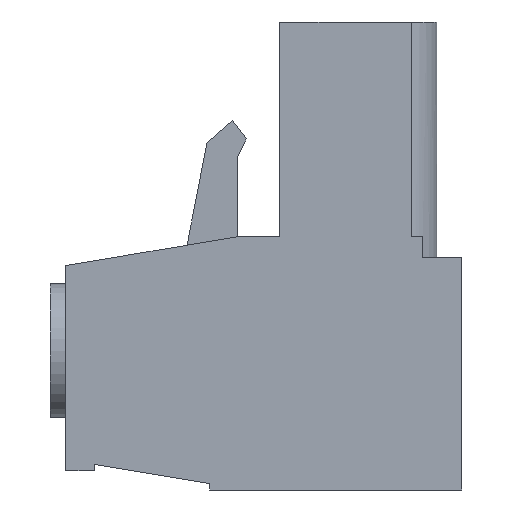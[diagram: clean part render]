
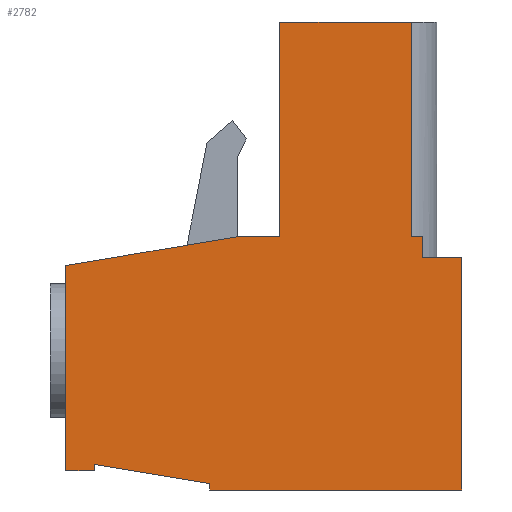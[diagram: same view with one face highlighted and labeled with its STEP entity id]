
A CAD part, left-side view. The second image highlights one B-rep face of the part: STEP entity #2782.
In plain terms, the highlighted planar face has unit normal (-1, 0, 0).
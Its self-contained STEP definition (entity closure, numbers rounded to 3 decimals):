
#1 = CARTESIAN_POINT ( 'NONE',  ( 0., 1.5, 9.85 ) ) ;
#49 = ORIENTED_EDGE ( 'NONE', *, *, #2543, .F. ) ;
#123 = VERTEX_POINT ( 'NONE', #558 ) ;
#152 = DIRECTION ( 'NONE',  ( 0., 0., 1. ) ) ;
#279 = VERTEX_POINT ( 'NONE', #1168 ) ;
#339 = CARTESIAN_POINT ( 'NONE',  ( 0., 9.77, 0. ) ) ;
#347 = CARTESIAN_POINT ( 'NONE',  ( 0., 1.5, 9. ) ) ;
#386 = ORIENTED_EDGE ( 'NONE', *, *, #2790, .F. ) ;
#416 = VECTOR ( 'NONE', #1098, 1000. ) ;
#439 = LINE ( 'NONE', #2068, #2250 ) ;
#449 = VERTEX_POINT ( 'NONE', #339 ) ;
#464 = EDGE_CURVE ( 'NONE', #2171, #123, #2085, .T. ) ;
#504 = CARTESIAN_POINT ( 'NONE',  ( 0., 7.05, 18.15 ) ) ;
#558 = CARTESIAN_POINT ( 'NONE',  ( 0., 0., 9. ) ) ;
#594 = CARTESIAN_POINT ( 'NONE',  ( 0., 7.05, 18.15 ) ) ;
#613 = ORIENTED_EDGE ( 'NONE', *, *, #1875, .F. ) ;
#640 = DIRECTION ( 'NONE',  ( 0., 1., 0. ) ) ;
#642 = CARTESIAN_POINT ( 'NONE',  ( 0., 9.77, 0.25 ) ) ;
#700 = DIRECTION ( 'NONE',  ( 0., -1., 0. ) ) ;
#726 = DIRECTION ( 'NONE',  ( 0., -0.986, 0.167 ) ) ;
#734 = VERTEX_POINT ( 'NONE', #1 ) ;
#764 = VERTEX_POINT ( 'NONE', #1351 ) ;
#773 = CARTESIAN_POINT ( 'NONE',  ( 0., 7.05, 9.85 ) ) ;
#855 = VECTOR ( 'NONE', #1206, 1000. ) ;
#888 = CARTESIAN_POINT ( 'NONE',  ( 0., 15.35, 8.7 ) ) ;
#898 = ORIENTED_EDGE ( 'NONE', *, *, #2163, .F. ) ;
#904 = ORIENTED_EDGE ( 'NONE', *, *, #2447, .F. ) ;
#907 = ORIENTED_EDGE ( 'NONE', *, *, #2953, .F. ) ;
#916 = ORIENTED_EDGE ( 'NONE', *, *, #981, .F. ) ;
#936 = VECTOR ( 'NONE', #2656, 1000. ) ;
#952 = DIRECTION ( 'NONE',  ( 0., 0., -1. ) ) ;
#960 = EDGE_CURVE ( 'NONE', #2506, #1292, #2907, .T. ) ;
#962 = LINE ( 'NONE', #1391, #2539 ) ;
#981 = EDGE_CURVE ( 'NONE', #1292, #2657, #1395, .T. ) ;
#1009 = VECTOR ( 'NONE', #2942, 1000. ) ;
#1076 = CARTESIAN_POINT ( 'NONE',  ( 0., 15.35, 0.75 ) ) ;
#1091 = DIRECTION ( 'NONE',  ( 0., -1., 0. ) ) ;
#1098 = DIRECTION ( 'NONE',  ( 0., -1., 0. ) ) ;
#1165 = EDGE_CURVE ( 'NONE', #2223, #1815, #2180, .T. ) ;
#1168 = CARTESIAN_POINT ( 'NONE',  ( 0., 1.95, 18.15 ) ) ;
#1206 = DIRECTION ( 'NONE',  ( 0., 0., -1. ) ) ;
#1219 = LINE ( 'NONE', #1502, #1897 ) ;
#1276 = ORIENTED_EDGE ( 'NONE', *, *, #2720, .F. ) ;
#1292 = VERTEX_POINT ( 'NONE', #2703 ) ;
#1295 = ORIENTED_EDGE ( 'NONE', *, *, #2944, .F. ) ;
#1318 = LINE ( 'NONE', #1669, #855 ) ;
#1351 = CARTESIAN_POINT ( 'NONE',  ( 0., 1.95, 9.85 ) ) ;
#1391 = CARTESIAN_POINT ( 'NONE',  ( 0., 1.95, 18.15 ) ) ;
#1395 = LINE ( 'NONE', #888, #1459 ) ;
#1427 = DIRECTION ( 'NONE',  ( 0., 0., -1. ) ) ;
#1453 = EDGE_LOOP ( 'NONE', ( #904, #386, #1799, #1959, #2369, #613, #1295, #1276, #2934, #49, #916, #1831, #898, #2922, #907 ) ) ;
#1459 = VECTOR ( 'NONE', #2197, 1000. ) ;
#1461 = DIRECTION ( 'NONE',  ( -1., 0., 0. ) ) ;
#1472 = CARTESIAN_POINT ( 'NONE',  ( 0., 0., 0. ) ) ;
#1483 = VECTOR ( 'NONE', #726, 1000. ) ;
#1502 = CARTESIAN_POINT ( 'NONE',  ( 0., 1.95, 9.85 ) ) ;
#1515 = CARTESIAN_POINT ( 'NONE',  ( 0., 9.77, 0.25 ) ) ;
#1560 = LINE ( 'NONE', #347, #2105 ) ;
#1582 = VECTOR ( 'NONE', #152, 1000. ) ;
#1586 = DIRECTION ( 'NONE',  ( 0., 0., 1. ) ) ;
#1669 = CARTESIAN_POINT ( 'NONE',  ( 0., 0., 0. ) ) ;
#1688 = DIRECTION ( 'NONE',  ( 0., 0., 1. ) ) ;
#1771 = EDGE_CURVE ( 'NONE', #734, #2171, #1560, .T. ) ;
#1777 = VERTEX_POINT ( 'NONE', #504 ) ;
#1799 = ORIENTED_EDGE ( 'NONE', *, *, #464, .F. ) ;
#1815 = VERTEX_POINT ( 'NONE', #773 ) ;
#1825 = CARTESIAN_POINT ( 'NONE',  ( 0., 7.05, 9.85 ) ) ;
#1831 = ORIENTED_EDGE ( 'NONE', *, *, #960, .F. ) ;
#1837 = DIRECTION ( 'NONE',  ( 0., 1., 0. ) ) ;
#1847 = VECTOR ( 'NONE', #1837, 1000. ) ;
#1855 = CARTESIAN_POINT ( 'NONE',  ( 0., 8.55, 9.85 ) ) ;
#1875 = EDGE_CURVE ( 'NONE', #279, #764, #1219, .T. ) ;
#1897 = VECTOR ( 'NONE', #952, 1000. ) ;
#1929 = LINE ( 'NONE', #2899, #1847 ) ;
#1959 = ORIENTED_EDGE ( 'NONE', *, *, #1771, .F. ) ;
#1991 = EDGE_CURVE ( 'NONE', #764, #734, #2214, .T. ) ;
#2009 = CARTESIAN_POINT ( 'NONE',  ( 0., 0., 9. ) ) ;
#2029 = EDGE_CURVE ( 'NONE', #2584, #2910, #2608, .T. ) ;
#2068 = CARTESIAN_POINT ( 'NONE',  ( 0., 14.25, 0.75 ) ) ;
#2082 = VECTOR ( 'NONE', #640, 1000. ) ;
#2085 = LINE ( 'NONE', #2009, #416 ) ;
#2098 = LINE ( 'NONE', #2286, #1483 ) ;
#2105 = VECTOR ( 'NONE', #2132, 1000. ) ;
#2106 = PLANE ( 'NONE',  #2521 ) ;
#2125 = LINE ( 'NONE', #594, #1582 ) ;
#2132 = DIRECTION ( 'NONE',  ( 0., 0., -1. ) ) ;
#2136 = VERTEX_POINT ( 'NONE', #1472 ) ;
#2163 = EDGE_CURVE ( 'NONE', #2910, #2506, #439, .T. ) ;
#2171 = VERTEX_POINT ( 'NONE', #2817 ) ;
#2180 = LINE ( 'NONE', #1825, #2719 ) ;
#2197 = DIRECTION ( 'NONE',  ( 0., 0., 1. ) ) ;
#2203 = VECTOR ( 'NONE', #1586, 1000. ) ;
#2214 = LINE ( 'NONE', #2909, #1009 ) ;
#2223 = VERTEX_POINT ( 'NONE', #1855 ) ;
#2250 = VECTOR ( 'NONE', #1427, 1000. ) ;
#2286 = CARTESIAN_POINT ( 'NONE',  ( 0., 8.55, 9.85 ) ) ;
#2308 = CARTESIAN_POINT ( 'NONE',  ( 0., 9.77, 0. ) ) ;
#2369 = ORIENTED_EDGE ( 'NONE', *, *, #1991, .F. ) ;
#2445 = CARTESIAN_POINT ( 'NONE',  ( 0., 15.35, 8.7 ) ) ;
#2447 = EDGE_CURVE ( 'NONE', #2136, #449, #1929, .T. ) ;
#2506 = VERTEX_POINT ( 'NONE', #2678 ) ;
#2521 = AXIS2_PLACEMENT_3D ( 'NONE', #2583, #1461, #1688 ) ;
#2539 = VECTOR ( 'NONE', #700, 1000. ) ;
#2543 = EDGE_CURVE ( 'NONE', #2657, #2223, #2098, .T. ) ;
#2583 = CARTESIAN_POINT ( 'NONE',  ( 0., 0., 0. ) ) ;
#2584 = VERTEX_POINT ( 'NONE', #642 ) ;
#2598 = FACE_OUTER_BOUND ( 'NONE', #1453, .T. ) ;
#2608 = LINE ( 'NONE', #1515, #936 ) ;
#2656 = DIRECTION ( 'NONE',  ( 0., 0.987, 0.163 ) ) ;
#2657 = VERTEX_POINT ( 'NONE', #2445 ) ;
#2678 = CARTESIAN_POINT ( 'NONE',  ( 0., 14.25, 0.75 ) ) ;
#2703 = CARTESIAN_POINT ( 'NONE',  ( 0., 15.35, 0.75 ) ) ;
#2719 = VECTOR ( 'NONE', #1091, 1000. ) ;
#2720 = EDGE_CURVE ( 'NONE', #1815, #1777, #2125, .T. ) ;
#2758 = CARTESIAN_POINT ( 'NONE',  ( 0., 14.25, 0.99 ) ) ;
#2782 = ADVANCED_FACE ( 'NONE', ( #2598 ), #2106, .T. ) ;
#2790 = EDGE_CURVE ( 'NONE', #123, #2136, #1318, .T. ) ;
#2817 = CARTESIAN_POINT ( 'NONE',  ( 0., 1.5, 9. ) ) ;
#2818 = LINE ( 'NONE', #2308, #2203 ) ;
#2899 = CARTESIAN_POINT ( 'NONE',  ( 0., 9.77, 0. ) ) ;
#2907 = LINE ( 'NONE', #1076, #2082 ) ;
#2909 = CARTESIAN_POINT ( 'NONE',  ( 0., 1.5, 9.85 ) ) ;
#2910 = VERTEX_POINT ( 'NONE', #2758 ) ;
#2922 = ORIENTED_EDGE ( 'NONE', *, *, #2029, .F. ) ;
#2934 = ORIENTED_EDGE ( 'NONE', *, *, #1165, .F. ) ;
#2942 = DIRECTION ( 'NONE',  ( 0., -1., 0. ) ) ;
#2944 = EDGE_CURVE ( 'NONE', #1777, #279, #962, .T. ) ;
#2953 = EDGE_CURVE ( 'NONE', #449, #2584, #2818, .T. ) ;
